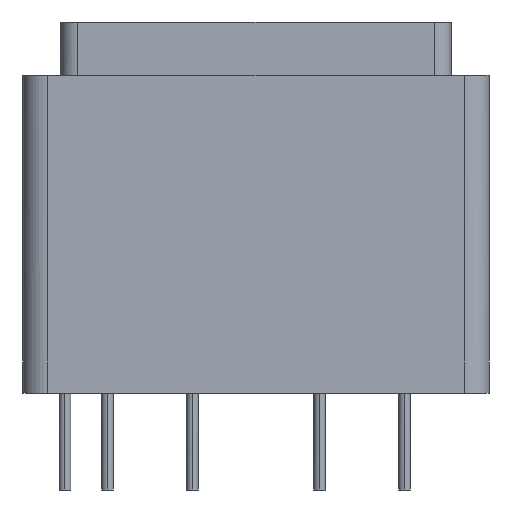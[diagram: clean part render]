
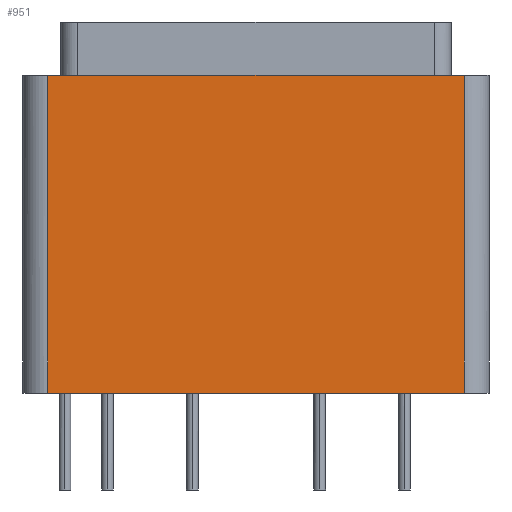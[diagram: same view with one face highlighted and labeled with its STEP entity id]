
A CAD part, front view. The second image highlights one B-rep face of the part: STEP entity #951.
In plain terms, the highlighted free-form (B-spline) face has degree [1, 1] with [2, 2] control points.
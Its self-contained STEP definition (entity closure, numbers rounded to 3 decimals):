
#916=(
BOUNDED_SURFACE()
B_SPLINE_SURFACE(1,1,((#917,#918),(#919,#920)),.UNSPECIFIED.,.F.,.F.,.F.)
B_SPLINE_SURFACE_WITH_KNOTS((2,2),(2,2),(0.000,1.000),(0.000,1.000),.UNSPECIFIED.)
GEOMETRIC_REPRESENTATION_ITEM()
RATIONAL_B_SPLINE_SURFACE(((1.,1.),(1.,1.)))
REPRESENTATION_ITEM('')
SURFACE()
);
#917=CARTESIAN_POINT('',(12.47,-11.45,19.));
#918=CARTESIAN_POINT('',(12.47,-11.45,0.));
#919=CARTESIAN_POINT('',(-12.47,-11.45,19.));
#920=CARTESIAN_POINT('',(-12.47,-11.45,0.));
#921=CARTESIAN_POINT('',(12.47,-11.45,0.));
#922=VERTEX_POINT('',#921);
#923=(
BOUNDED_CURVE()
B_SPLINE_CURVE(1,(#924,#925),.UNSPECIFIED.,.F.,.F.)
B_SPLINE_CURVE_WITH_KNOTS((2,2),(0.000,1.000),.UNSPECIFIED.)
CURVE()
GEOMETRIC_REPRESENTATION_ITEM()
RATIONAL_B_SPLINE_CURVE((1.,1.))
REPRESENTATION_ITEM('')
);
#924=CARTESIAN_POINT('',(12.47,-11.45,0.));
#925=CARTESIAN_POINT('',(-12.47,-11.45,0.));
#926=CARTESIAN_POINT('',(-12.47,-11.45,0.));
#927=VERTEX_POINT('',#926);
#928=EDGE_CURVE('',#922,#927,#923,.T.);
#929=ORIENTED_EDGE('',*,*,#928,.T.);
#930=(
BOUNDED_CURVE()
B_SPLINE_CURVE(1,(#931,#932),.UNSPECIFIED.,.F.,.F.)
B_SPLINE_CURVE_WITH_KNOTS((2,2),(0.000,1.000),.UNSPECIFIED.)
CURVE()
GEOMETRIC_REPRESENTATION_ITEM()
RATIONAL_B_SPLINE_CURVE((1.,1.))
REPRESENTATION_ITEM('')
);
#931=CARTESIAN_POINT('',(-12.47,-11.45,0.));
#932=CARTESIAN_POINT('',(-12.47,-11.45,19.));
#933=CARTESIAN_POINT('',(-12.47,-11.45,19.));
#934=VERTEX_POINT('',#933);
#935=EDGE_CURVE('',#927,#934,#930,.T.);
#936=ORIENTED_EDGE('',*,*,#935,.T.);
#937=(
BOUNDED_CURVE()
B_SPLINE_CURVE(1,(#938,#939),.UNSPECIFIED.,.F.,.F.)
B_SPLINE_CURVE_WITH_KNOTS((2,2),(0.000,1.000),.UNSPECIFIED.)
CURVE()
GEOMETRIC_REPRESENTATION_ITEM()
RATIONAL_B_SPLINE_CURVE((1.,1.))
REPRESENTATION_ITEM('')
);
#938=CARTESIAN_POINT('',(-12.47,-11.45,19.));
#939=CARTESIAN_POINT('',(12.47,-11.45,19.));
#940=CARTESIAN_POINT('',(12.47,-11.45,19.));
#941=VERTEX_POINT('',#940);
#942=EDGE_CURVE('',#934,#941,#937,.T.);
#943=ORIENTED_EDGE('',*,*,#942,.T.);
#944=(
BOUNDED_CURVE()
B_SPLINE_CURVE(1,(#945,#946),.UNSPECIFIED.,.F.,.F.)
B_SPLINE_CURVE_WITH_KNOTS((2,2),(0.000,1.000),.UNSPECIFIED.)
CURVE()
GEOMETRIC_REPRESENTATION_ITEM()
RATIONAL_B_SPLINE_CURVE((1.,1.))
REPRESENTATION_ITEM('')
);
#945=CARTESIAN_POINT('',(12.47,-11.45,19.));
#946=CARTESIAN_POINT('',(12.47,-11.45,0.));
#947=EDGE_CURVE('',#941,#922,#944,.T.);
#948=ORIENTED_EDGE('',*,*,#947,.T.);
#949=EDGE_LOOP('',(#929,#936,#943,#948));
#950=FACE_OUTER_BOUND('',#949,.T.);
#951=ADVANCED_FACE('',(#950),#916,.T.);
